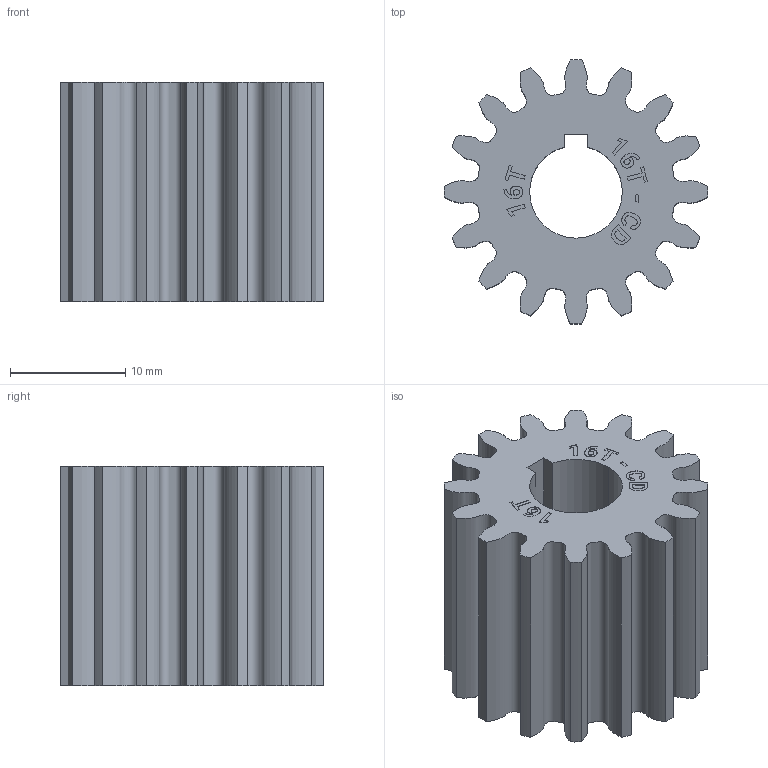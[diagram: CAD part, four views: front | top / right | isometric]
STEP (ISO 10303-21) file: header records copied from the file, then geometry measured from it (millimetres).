
FILE_DESCRIPTION (( 'STEP AP214' ), '1' );
FILE_NAME ('WCP-1236 Rev1.step', '2023-10-30T20:02:25', ( '' ), ( '' ), 'SwSTEP 2.0', 'SolidWorks 2022', '' );
FILE_SCHEMA (( 'AUTOMOTIVE_DESIGN' ));
Length unit declared in the file: inch
Products named in the file (1): WCP-1236 Rev1
Bounding box: 22.86 x 22.86 x 19.05 mm (x, y, z)
Volume: 4939.3 mm3; surface area: 3508.9 mm2
Topology: 1 solids, 1 shells, 242 faces, 651 edges, 434 vertices
Faces by surface type: plane 145, bspline 78, cylinder 19
Entity records: 16197 total; most frequent: CARTESIAN_POINT 10574, ORIENTED_EDGE 1302, DIRECTION 863, EDGE_CURVE 651, VECTOR 457, LINE 457, VERTEX_POINT 434, EDGE_LOOP 267
